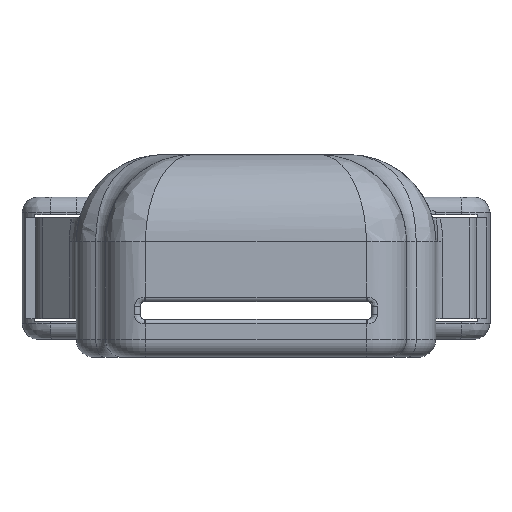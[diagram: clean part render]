
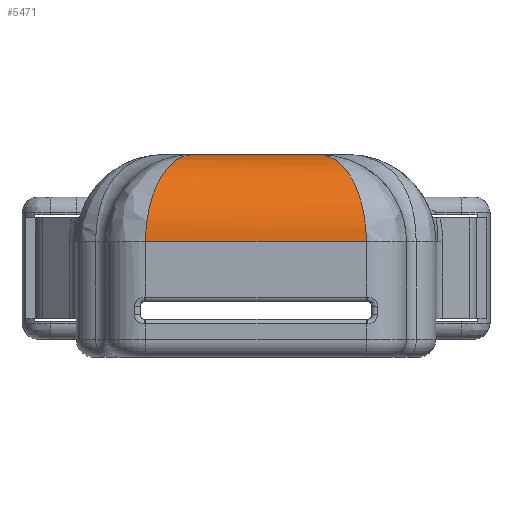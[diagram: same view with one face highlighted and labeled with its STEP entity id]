
A CAD part, left-side view. The second image highlights one B-rep face of the part: STEP entity #5471.
In plain terms, the highlighted cylindrical face has radius 9.75 mm (diameter 19.5 mm), a partial arc.
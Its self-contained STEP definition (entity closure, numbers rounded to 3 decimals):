
#36=ELLIPSE('',#5925,11.074,9.75);
#37=ELLIPSE('',#5926,11.074,9.75);
#211=LINE('',#8217,#683);
#337=LINE('',#8860,#809);
#683=VECTOR('',#6363,10.);
#809=VECTOR('',#6723,10.);
#1177=CYLINDRICAL_SURFACE('',#5931,9.75);
#1413=FACE_OUTER_BOUND('',#1730,.T.);
#1730=EDGE_LOOP('',(#4390,#4391,#4392,#4393));
#2283=VERTEX_POINT('',#8191);
#2290=VERTEX_POINT('',#8215);
#2427=VERTEX_POINT('',#8857);
#2428=VERTEX_POINT('',#8859);
#2834=EDGE_CURVE('',#2290,#2283,#211,.T.);
#3037=EDGE_CURVE('',#2427,#2428,#337,.T.);
#3170=EDGE_CURVE('',#2427,#2283,#36,.T.);
#3171=EDGE_CURVE('',#2290,#2428,#37,.T.);
#4390=ORIENTED_EDGE('',*,*,#3170,.T.);
#4391=ORIENTED_EDGE('',*,*,#2834,.F.);
#4392=ORIENTED_EDGE('',*,*,#3171,.T.);
#4393=ORIENTED_EDGE('',*,*,#3037,.F.);
#5471=ADVANCED_FACE('',(#1413),#1177,.T.);
#5925=AXIS2_PLACEMENT_3D('',#9232,#7003,#7004);
#5926=AXIS2_PLACEMENT_3D('',#9275,#7005,#7006);
#5931=AXIS2_PLACEMENT_3D('',#9352,#7015,#7016);
#6363=DIRECTION('',(0.,1.,0.));
#6723=DIRECTION('',(0.,-1.,0.));
#7003=DIRECTION('center_axis',(-0.474,-0.88,0.));
#7004=DIRECTION('ref_axis',(-0.88,0.474,0.));
#7005=DIRECTION('center_axis',(-0.474,0.88,0.));
#7006=DIRECTION('ref_axis',(-0.88,-0.474,0.));
#7015=DIRECTION('center_axis',(0.,-1.,0.));
#7016=DIRECTION('ref_axis',(-0.707,0.,0.707));
#8191=CARTESIAN_POINT('',(-52.438,16.3,12.));
#8215=CARTESIAN_POINT('',(-52.438,-8.5,12.));
#8217=CARTESIAN_POINT('',(-52.438,10.1,12.));
#8857=CARTESIAN_POINT('',(-42.688,11.05,21.75));
#8859=CARTESIAN_POINT('',(-42.688,-3.25,21.75));
#8860=CARTESIAN_POINT('',(-42.688,10.1,21.75));
#9232=CARTESIAN_POINT('Origin',(-42.688,11.05,12.));
#9275=CARTESIAN_POINT('Origin',(-42.688,-3.25,12.));
#9352=CARTESIAN_POINT('Origin',(-42.688,10.1,12.));
